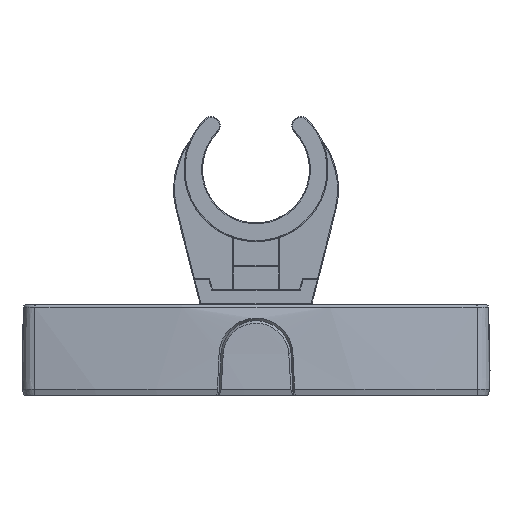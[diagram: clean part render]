
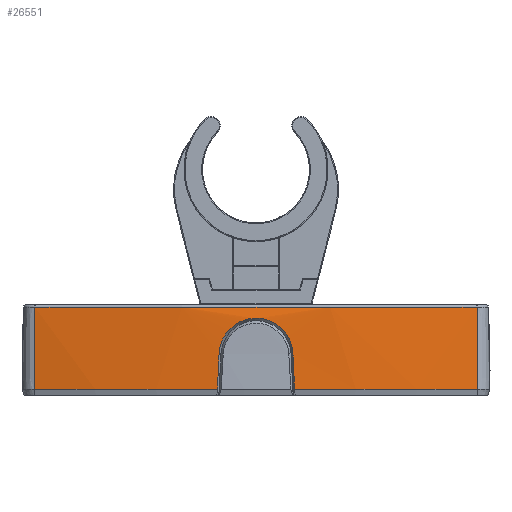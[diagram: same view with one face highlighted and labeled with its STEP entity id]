
A CAD part, front view. The second image highlights one B-rep face of the part: STEP entity #26551.
In plain terms, the highlighted conical face has half-angle 1 degrees and reference radius 250.435 mm.
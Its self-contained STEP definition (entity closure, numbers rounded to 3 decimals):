
#55=CONICAL_SURFACE('',#28696,250.435,0.017);
#209=ELLIPSE('',#28695,12681.551,362.495);
#210=ELLIPSE('',#28697,12681.551,362.495);
#3936=LINE('',#46870,#6598);
#3939=LINE('',#46900,#6601);
#6598=VECTOR('',#35507,10.);
#6601=VECTOR('',#35520,10.);
#8200=FACE_OUTER_BOUND('',#9719,.T.);
#9719=EDGE_LOOP('',(#23457,#23458,#23459,#23460,#23461,#23462,#23463,#23464));
#9901=B_SPLINE_CURVE_WITH_KNOTS('',3,(#46880,#46881,#46882,#46883,#46884,
#46885,#46886,#46887,#46888,#46889,#46890,#46891,#46892,#46893,#46894,#46895,
#46896,#46897),.UNSPECIFIED.,.F.,.F.,(4,2,2,2,2,2,2,2,4),(2.446,
2.709,3.009,3.311,3.612,3.914,
4.215,4.515,4.778),.UNSPECIFIED.);
#10636=CIRCLE('',#28682,250.752);
#10640=CIRCLE('',#28691,250.752);
#10642=CIRCLE('',#28698,250.443);
#13003=VERTEX_POINT('',#46836);
#13005=VERTEX_POINT('',#46844);
#13007=VERTEX_POINT('',#46859);
#13008=VERTEX_POINT('',#46863);
#13009=VERTEX_POINT('',#46869);
#13011=VERTEX_POINT('',#46875);
#13012=VERTEX_POINT('',#46879);
#13013=VERTEX_POINT('',#46899);
#16521=EDGE_CURVE('',#13003,#13005,#10636,.T.);
#16530=EDGE_CURVE('',#13008,#13007,#10640,.T.);
#16531=EDGE_CURVE('',#13007,#13009,#3936,.T.);
#16535=EDGE_CURVE('',#13008,#13011,#209,.T.);
#16536=EDGE_CURVE('',#13011,#13012,#9901,.T.);
#16537=EDGE_CURVE('',#13012,#13005,#210,.T.);
#16538=EDGE_CURVE('',#13013,#13003,#3939,.T.);
#16539=EDGE_CURVE('',#13009,#13013,#10642,.T.);
#23457=ORIENTED_EDGE('',*,*,#16530,.F.);
#23458=ORIENTED_EDGE('',*,*,#16535,.T.);
#23459=ORIENTED_EDGE('',*,*,#16536,.T.);
#23460=ORIENTED_EDGE('',*,*,#16537,.T.);
#23461=ORIENTED_EDGE('',*,*,#16521,.F.);
#23462=ORIENTED_EDGE('',*,*,#16538,.F.);
#23463=ORIENTED_EDGE('',*,*,#16539,.F.);
#23464=ORIENTED_EDGE('',*,*,#16531,.F.);
#26551=ADVANCED_FACE('',(#8200),#55,.T.);
#28682=AXIS2_PLACEMENT_3D('',#46848,#35481,#35482);
#28691=AXIS2_PLACEMENT_3D('',#46867,#35503,#35504);
#28695=AXIS2_PLACEMENT_3D('',#46877,#35514,#35515);
#28696=AXIS2_PLACEMENT_3D('',#46878,#35516,#35517);
#28697=AXIS2_PLACEMENT_3D('',#46898,#35518,#35519);
#28698=AXIS2_PLACEMENT_3D('',#46901,#35521,#35522);
#35481=DIRECTION('center_axis',(0.,0.,-1.));
#35482=DIRECTION('ref_axis',(-0.2,-0.98,0.));
#35503=DIRECTION('center_axis',(0.,0.,-1.));
#35504=DIRECTION('ref_axis',(-0.2,-0.98,0.));
#35507=DIRECTION('',(0.003,0.017,1.));
#35514=DIRECTION('center_axis',(-0.878,0.478,0.033));
#35515=DIRECTION('ref_axis',(-0.029,0.016,-0.999));
#35516=DIRECTION('center_axis',(0.,0.,-1.));
#35517=DIRECTION('ref_axis',(0.2,0.98,0.));
#35518=DIRECTION('center_axis',(0.878,0.478,0.033));
#35519=DIRECTION('ref_axis',(-0.029,-0.016,0.999));
#35520=DIRECTION('',(0.003,-0.017,-1.));
#35521=DIRECTION('center_axis',(0.,0.,
1.));
#35522=DIRECTION('ref_axis',(0.,-1.,0.));
#46836=CARTESIAN_POINT('',(47.63,-91.187,-15.189));
#46844=CARTESIAN_POINT('',(8.305,-95.615,-15.189));
#46848=CARTESIAN_POINT('Origin',(0.,155.,-15.189));
#46859=CARTESIAN_POINT('',(-47.63,-91.187,-15.189));
#46863=CARTESIAN_POINT('',(-8.305,-95.615,-15.189));
#46867=CARTESIAN_POINT('Origin',(0.,155.,-15.189));
#46869=CARTESIAN_POINT('',(-47.571,-90.884,2.509));
#46870=CARTESIAN_POINT('',(-47.57,-90.875,3.));
#46875=CARTESIAN_POINT('',(-7.946,-95.493,-7.523));
#46877=CARTESIAN_POINT('Origin',(-194.266,260.853,-9979.055));
#46878=CARTESIAN_POINT('Origin',(0.,155.,3.));
#46879=CARTESIAN_POINT('',(7.946,-95.493,-7.523));
#46880=CARTESIAN_POINT('Ctrl Pts',(-7.946,-95.493,-7.523));
#46881=CARTESIAN_POINT('Ctrl Pts',(-7.904,-95.478,
-6.634));
#46882=CARTESIAN_POINT('Ctrl Pts',(-7.707,-95.469,
-5.707));
#46883=CARTESIAN_POINT('Ctrl Pts',(-6.952,-95.458,
-3.86));
#46884=CARTESIAN_POINT('Ctrl Pts',(-6.345,-95.46,
-2.959));
#46885=CARTESIAN_POINT('Ctrl Pts',(-4.938,-95.466,
-1.53));
#46886=CARTESIAN_POINT('Ctrl Pts',(-4.043,-95.472,-0.907));
#46887=CARTESIAN_POINT('Ctrl Pts',(-2.076,-95.482,
-0.08));
#46888=CARTESIAN_POINT('Ctrl Pts',(-1.005,-95.485,
0.124));
#46889=CARTESIAN_POINT('Ctrl Pts',(1.005,-95.485,0.124));
#46890=CARTESIAN_POINT('Ctrl Pts',(2.076,-95.482,-0.08));
#46891=CARTESIAN_POINT('Ctrl Pts',(4.043,-95.472,-0.907));
#46892=CARTESIAN_POINT('Ctrl Pts',(4.938,-95.466,-1.53));
#46893=CARTESIAN_POINT('Ctrl Pts',(6.345,-95.46,-2.959));
#46894=CARTESIAN_POINT('Ctrl Pts',(6.952,-95.458,-3.86));
#46895=CARTESIAN_POINT('Ctrl Pts',(7.707,-95.469,-5.707));
#46896=CARTESIAN_POINT('Ctrl Pts',(7.904,-95.478,-6.634));
#46897=CARTESIAN_POINT('Ctrl Pts',(7.946,-95.493,-7.523));
#46898=CARTESIAN_POINT('Origin',(194.266,260.853,-9979.055));
#46899=CARTESIAN_POINT('',(47.571,-90.884,2.509));
#46900=CARTESIAN_POINT('',(47.57,-90.875,3.));
#46901=CARTESIAN_POINT('Origin',(0.,155.,2.509));
